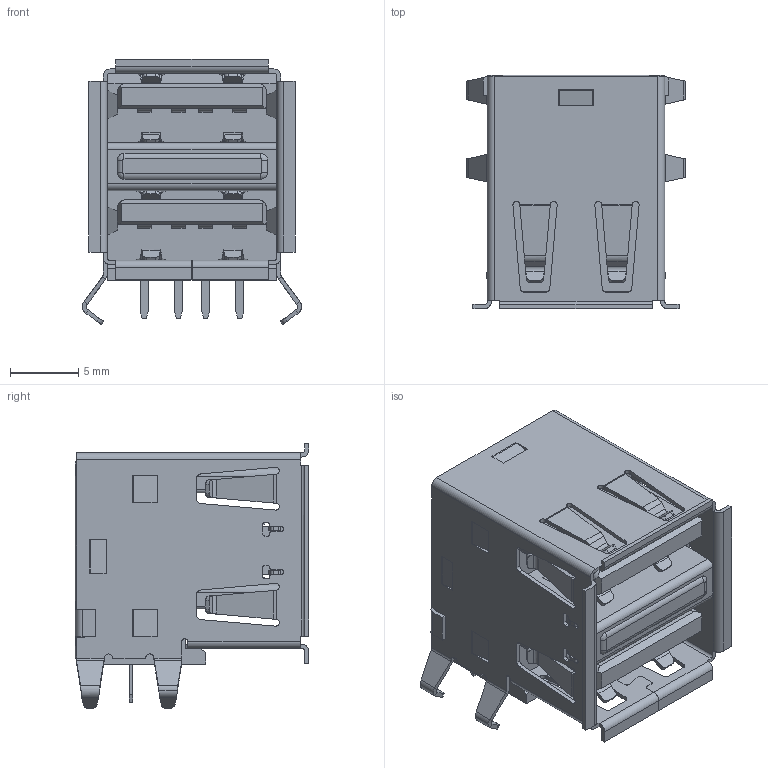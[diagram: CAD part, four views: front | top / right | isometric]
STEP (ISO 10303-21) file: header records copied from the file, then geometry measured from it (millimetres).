
FILE_DESCRIPTION(('FreeCAD Model'),'2;1');
FILE_NAME('Open CASCADE Shape Model','2021-09-22T23:16:20',( 'kicad StepUp'),('ksu MCAD'),'Open CASCADE STEP processor 7.4', 'FreeCAD','Unknown');
FILE_SCHEMA(('AUTOMOTIVE_DESIGN { 1 0 10303 214 1 1 1 1 }'));
Length unit declared in the file: millimetre
Products named in the file (1): CUI_DEVICES_UJ2-ADH-W1-TH
Bounding box: 16.05 x 17.09 x 19.42 mm (x, y, z)
Volume: 2453.1 mm3; surface area: 3730.8 mm2
Topology: 1 solids, 1 shells, 966 faces, 2660 edges, 1678 vertices
Faces by surface type: plane 550, cylinder 324, bspline 89, revolution 3
Entity records: 40344 total; most frequent: CARTESIAN_POINT 10529, ORIENTED_EDGE 5320, DIRECTION 3825, EDGE_CURVE 2660, LINE 1864, VECTOR 1864, VERTEX_POINT 1678, FACE_BOUND 1060
